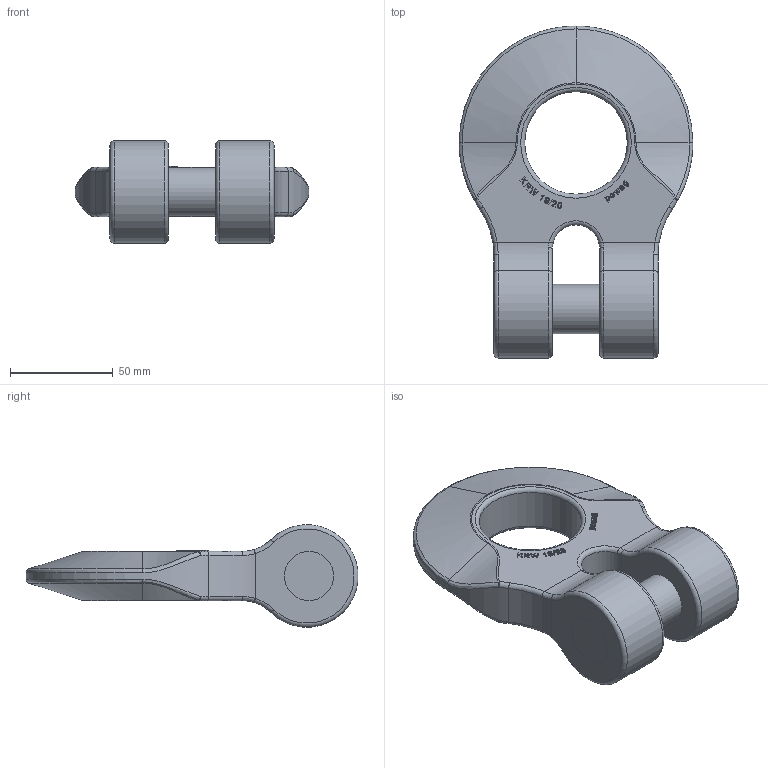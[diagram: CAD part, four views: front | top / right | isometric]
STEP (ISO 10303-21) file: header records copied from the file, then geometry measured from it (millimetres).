
FILE_DESCRIPTION(/* description */ (''),/* implementation_level */ '2;1');
FILE_NAME(/* name */ 'pewag_KRW_19-20',/* time_stamp */ '2010-02-02T08:32:55+01:00',/* author */ (''),/* organization */ (''),/* preprocessor_version */ 'ST-DEVELOPER v9',/* originating_system */ 'UGS - NX 4.0',/* authorisation */ '');
FILE_SCHEMA (('AUTOMOTIVE_DESIGN { 1 0 10303 214 1 1 1 1 }'));
Length unit declared in the file: millimetre
Products named in the file (1): rit421479in
Bounding box: 114 x 161.91 x 49.83 mm (x, y, z)
Volume: 277374.4 mm3; surface area: 49243.5 mm2
Topology: 2 solids, 2 shells, 293 faces, 759 edges, 486 vertices
Faces by surface type: extrusion 112, plane 107, bspline 32, torus 24, cylinder 14, sphere 4
Full cylindrical faces by diameter (mm): 24 x3, 50 x1
Entity records: 11088 total; most frequent: CARTESIAN_POINT 4718, ORIENTED_EDGE 1494, DIRECTION 892, EDGE_CURVE 747, VERTEX_POINT 484, B_SPLINE_CURVE_WITH_KNOTS 477, VECTOR 396, EDGE_LOOP 325
